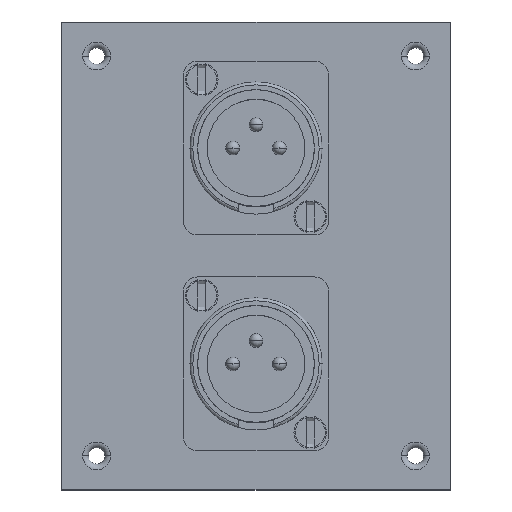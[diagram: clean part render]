
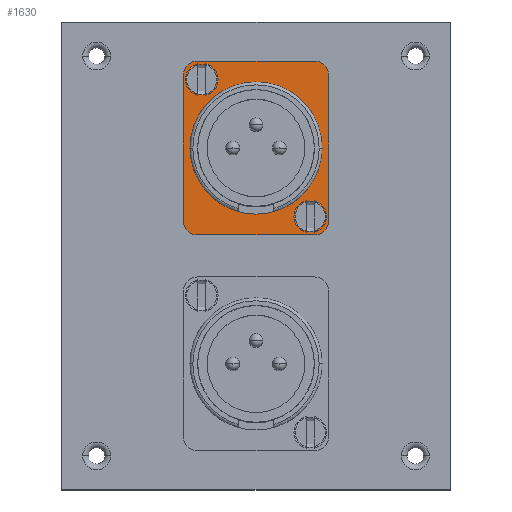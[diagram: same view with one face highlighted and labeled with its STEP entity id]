
A CAD part, top view. The second image highlights one B-rep face of the part: STEP entity #1630.
In plain terms, the highlighted planar face has unit normal (0, 0, 1).
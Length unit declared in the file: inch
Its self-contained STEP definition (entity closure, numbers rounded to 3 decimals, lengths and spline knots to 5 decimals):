
#217 = VERTEX_POINT ( 'NONE', #2280 ) ;
#1616 = EDGE_CURVE ( 'NONE', #6249, #5203, #3750, .T. ) ;
#1617 = ORIENTED_EDGE ( 'NONE', *, *, #1628, .T. ) ;
#1618 = EDGE_CURVE ( 'NONE', #1619, #217, #3809, .T. ) ;
#1619 = VERTEX_POINT ( 'NONE', #3804 ) ;
#1621 = ORIENTED_EDGE ( 'NONE', *, *, #1616, .T. ) ;
#1622 = VERTEX_POINT ( 'NONE', #3803 ) ;
#1623 = ORIENTED_EDGE ( 'NONE', *, *, #1624, .T. ) ;
#1624 = EDGE_CURVE ( 'NONE', #1622, #1632, #3802, .T. ) ;
#1628 = EDGE_CURVE ( 'NONE', #5447, #5718, #3790, .T. ) ;
#1629 = EDGE_LOOP ( 'NONE', ( #1631, #1648, #1639, #1640, #1653, #1623, #1692, #1671 ) ) ;
#1630 = ADVANCED_FACE ( 'NONE', ( #3786, #3785, #3784, #3783 ), #3781, .T. ) ;
#1631 = ORIENTED_EDGE ( 'NONE', *, *, #1618, .T. ) ;
#1632 = VERTEX_POINT ( 'NONE', #3782 ) ;
#1633 = EDGE_LOOP ( 'NONE', ( #1636, #1617 ) ) ;
#1635 = ORIENTED_EDGE ( 'NONE', *, *, #6201, .T. ) ;
#1636 = ORIENTED_EDGE ( 'NONE', *, *, #5717, .T. ) ;
#1639 = ORIENTED_EDGE ( 'NONE', *, *, #1652, .T. ) ;
#1640 = ORIENTED_EDGE ( 'NONE', *, *, #1643, .T. ) ;
#1641 = VERTEX_POINT ( 'NONE', #3831 ) ;
#1642 = EDGE_CURVE ( 'NONE', #1664, #6180, #3830, .T. ) ;
#1643 = EDGE_CURVE ( 'NONE', #1644, #1641, #3825, .T. ) ;
#1644 = VERTEX_POINT ( 'NONE', #3821 ) ;
#1645 = EDGE_CURVE ( 'NONE', #1641, #1622, #3818, .T. ) ;
#1646 = ORIENTED_EDGE ( 'NONE', *, *, #1642, .F. ) ;
#1648 = ORIENTED_EDGE ( 'NONE', *, *, #1649, .T. ) ;
#1649 = EDGE_CURVE ( 'NONE', #217, #1655, #3876, .T. ) ;
#1652 = EDGE_CURVE ( 'NONE', #1655, #1644, #3865, .T. ) ;
#1653 = ORIENTED_EDGE ( 'NONE', *, *, #1645, .T. ) ;
#1655 = VERTEX_POINT ( 'NONE', #3860 ) ;
#1659 = ORIENTED_EDGE ( 'NONE', *, *, #6319, .F. ) ;
#1661 = EDGE_CURVE ( 'NONE', #1695, #1619, #3905, .T. ) ;
#1664 = VERTEX_POINT ( 'NONE', #3895 ) ;
#1671 = ORIENTED_EDGE ( 'NONE', *, *, #1661, .T. ) ;
#1684 = EDGE_LOOP ( 'NONE', ( #1687, #1689, #1659, #1646 ) ) ;
#1687 = ORIENTED_EDGE ( 'NONE', *, *, #1698, .F. ) ;
#1689 = ORIENTED_EDGE ( 'NONE', *, *, #6557, .F. ) ;
#1692 = ORIENTED_EDGE ( 'NONE', *, *, #1693, .T. ) ;
#1693 = EDGE_CURVE ( 'NONE', #1632, #1695, #3931, .T. ) ;
#1695 = VERTEX_POINT ( 'NONE', #3926 ) ;
#1698 = EDGE_CURVE ( 'NONE', #6487, #1664, #3924, .T. ) ;
#2280 = CARTESIAN_POINT ( 'NONE',  ( -0.5025, 0.5, 0.092 ) ) ;
#3748 = DIRECTION ( 'NONE',  ( 0., 0., -1. ) ) ;
#3749 = AXIS2_PLACEMENT_3D ( 'NONE', #3755, #3748, #3810 ) ;
#3750 = CIRCLE ( 'NONE', #3749, 0.104 ) ;
#3755 = CARTESIAN_POINT ( 'NONE',  ( -0.374, 0.4725, 0.092 ) ) ;
#3777 = DIRECTION ( 'NONE',  ( 1., 0., 0. ) ) ;
#3778 = DIRECTION ( 'NONE',  ( 0., 0., 1. ) ) ;
#3779 = CARTESIAN_POINT ( 'NONE',  ( -0.4025, 0.5, 0.092 ) ) ;
#3780 = AXIS2_PLACEMENT_3D ( 'NONE', #3779, #3778, #3777 ) ;
#3781 = PLANE ( 'NONE',  #3780 ) ;
#3782 = CARTESIAN_POINT ( 'NONE',  ( 0.5025, 0.5, 0.092 ) ) ;
#3783 = FACE_BOUND ( 'NONE', #1684, .T. ) ;
#3784 = FACE_OUTER_BOUND ( 'NONE', #1629, .T. ) ;
#3785 = FACE_BOUND ( 'NONE', #1633, .T. ) ;
#3786 = FACE_BOUND ( 'NONE', #8459, .T. ) ;
#3787 = DIRECTION ( 'NONE',  ( 1., 0., 0. ) ) ;
#3788 = DIRECTION ( 'NONE',  ( 0., 0., -1. ) ) ;
#3789 = AXIS2_PLACEMENT_3D ( 'NONE', #3796, #3788, #3787 ) ;
#3790 = CIRCLE ( 'NONE', #3789, 0.104 ) ;
#3796 = CARTESIAN_POINT ( 'NONE',  ( 0.374, -0.4725, 0.092 ) ) ;
#3799 = DIRECTION ( 'NONE',  ( 0., 1., 0. ) ) ;
#3800 = VECTOR ( 'NONE', #3799, 39.37008 ) ;
#3801 = CARTESIAN_POINT ( 'NONE',  ( 0.5025, 0.5, 0.092 ) ) ;
#3802 = LINE ( 'NONE', #3801, #3800 ) ;
#3803 = CARTESIAN_POINT ( 'NONE',  ( 0.5025, -0.5, 0.092 ) ) ;
#3804 = CARTESIAN_POINT ( 'NONE',  ( -0.4025, 0.6, 0.092 ) ) ;
#3805 = DIRECTION ( 'NONE',  ( 1., 0., 0. ) ) ;
#3806 = DIRECTION ( 'NONE',  ( 0., 0., 1. ) ) ;
#3807 = CARTESIAN_POINT ( 'NONE',  ( -0.4025, 0.5, 0.092 ) ) ;
#3808 = AXIS2_PLACEMENT_3D ( 'NONE', #3807, #3806, #3805 ) ;
#3809 = CIRCLE ( 'NONE', #3808, 0.1 ) ;
#3810 = DIRECTION ( 'NONE',  ( 1., 0., 0. ) ) ;
#3814 = DIRECTION ( 'NONE',  ( 1., 0., 0. ) ) ;
#3815 = DIRECTION ( 'NONE',  ( 0., 0., 1. ) ) ;
#3816 = CARTESIAN_POINT ( 'NONE',  ( 0.4025, -0.5, 0.092 ) ) ;
#3817 = AXIS2_PLACEMENT_3D ( 'NONE', #3816, #3815, #3814 ) ;
#3818 = CIRCLE ( 'NONE', #3817, 0.1 ) ;
#3821 = CARTESIAN_POINT ( 'NONE',  ( -0.4025, -0.6, 0.092 ) ) ;
#3822 = DIRECTION ( 'NONE',  ( 1., 0., 0. ) ) ;
#3823 = VECTOR ( 'NONE', #3822, 39.37008 ) ;
#3824 = CARTESIAN_POINT ( 'NONE',  ( -0.4025, -0.6, 0.092 ) ) ;
#3825 = LINE ( 'NONE', #3824, #3823 ) ;
#3826 = DIRECTION ( 'NONE',  ( 1., 0., 0. ) ) ;
#3827 = DIRECTION ( 'NONE',  ( 0., 0., 1. ) ) ;
#3828 = CARTESIAN_POINT ( 'NONE',  ( 0., 0., 0.092 ) ) ;
#3829 = AXIS2_PLACEMENT_3D ( 'NONE', #3828, #3827, #3826 ) ;
#3830 = CIRCLE ( 'NONE', #3829, 0.456 ) ;
#3831 = CARTESIAN_POINT ( 'NONE',  ( 0.4025, -0.6, 0.092 ) ) ;
#3860 = CARTESIAN_POINT ( 'NONE',  ( -0.5025, -0.5, 0.092 ) ) ;
#3861 = DIRECTION ( 'NONE',  ( 1., 0., 0. ) ) ;
#3862 = DIRECTION ( 'NONE',  ( 0., 0., 1. ) ) ;
#3863 = CARTESIAN_POINT ( 'NONE',  ( -0.4025, -0.5, 0.092 ) ) ;
#3864 = AXIS2_PLACEMENT_3D ( 'NONE', #3863, #3862, #3861 ) ;
#3865 = CIRCLE ( 'NONE', #3864, 0.1 ) ;
#3873 = DIRECTION ( 'NONE',  ( 0., -1., 0. ) ) ;
#3874 = VECTOR ( 'NONE', #3873, 39.37008 ) ;
#3875 = CARTESIAN_POINT ( 'NONE',  ( -0.5025, 0.5, 0.092 ) ) ;
#3876 = LINE ( 'NONE', #3875, #3874 ) ;
#3895 = CARTESIAN_POINT ( 'NONE',  ( 0.1235, -0.43896, 0.092 ) ) ;
#3902 = DIRECTION ( 'NONE',  ( -1., 0., 0. ) ) ;
#3903 = VECTOR ( 'NONE', #3902, 39.37008 ) ;
#3904 = CARTESIAN_POINT ( 'NONE',  ( -0.4025, 0.6, 0.092 ) ) ;
#3905 = LINE ( 'NONE', #3904, #3903 ) ;
#3920 = DIRECTION ( 'NONE',  ( 1., 0., 0. ) ) ;
#3921 = DIRECTION ( 'NONE',  ( 0., 0., 1. ) ) ;
#3922 = CARTESIAN_POINT ( 'NONE',  ( 0., 0., 0.092 ) ) ;
#3923 = AXIS2_PLACEMENT_3D ( 'NONE', #3922, #3921, #3920 ) ;
#3924 = CIRCLE ( 'NONE', #3923, 0.456 ) ;
#3926 = CARTESIAN_POINT ( 'NONE',  ( 0.4025, 0.6, 0.092 ) ) ;
#3927 = DIRECTION ( 'NONE',  ( 1., 0., 0. ) ) ;
#3928 = DIRECTION ( 'NONE',  ( 0., 0., 1. ) ) ;
#3929 = CARTESIAN_POINT ( 'NONE',  ( 0.4025, 0.5, 0.092 ) ) ;
#3930 = AXIS2_PLACEMENT_3D ( 'NONE', #3929, #3928, #3927 ) ;
#3931 = CIRCLE ( 'NONE', #3930, 0.1 ) ;
#4935 = CARTESIAN_POINT ( 'NONE',  ( -0.27, 0.4725, 0.092 ) ) ;
#4964 = CARTESIAN_POINT ( 'NONE',  ( 0.27, -0.4725, 0.092 ) ) ;
#5052 = CARTESIAN_POINT ( 'NONE',  ( 0.478, -0.4725, 0.092 ) ) ;
#5054 = DIRECTION ( 'NONE',  ( 1., 0., 0. ) ) ;
#5055 = DIRECTION ( 'NONE',  ( 0., 0., -1. ) ) ;
#5056 = CARTESIAN_POINT ( 'NONE',  ( 0.374, -0.4725, 0.092 ) ) ;
#5057 = AXIS2_PLACEMENT_3D ( 'NONE', #5056, #5055, #5054 ) ;
#5058 = CIRCLE ( 'NONE', #5057, 0.104 ) ;
#5100 = DIRECTION ( 'NONE',  ( 1., 0., 0. ) ) ;
#5101 = DIRECTION ( 'NONE',  ( 0., 0., -1. ) ) ;
#5102 = CARTESIAN_POINT ( 'NONE',  ( -0.374, 0.4725, 0.092 ) ) ;
#5103 = AXIS2_PLACEMENT_3D ( 'NONE', #5102, #5101, #5100 ) ;
#5104 = CIRCLE ( 'NONE', #5103, 0.104 ) ;
#5106 = CARTESIAN_POINT ( 'NONE',  ( 0.456, 0., 0.092 ) ) ;
#5141 = CARTESIAN_POINT ( 'NONE',  ( -0.478, 0.4725, 0.092 ) ) ;
#5203 = VERTEX_POINT ( 'NONE', #4935 ) ;
#5221 = CARTESIAN_POINT ( 'NONE',  ( -0.456, 0., 0.092 ) ) ;
#5222 = DIRECTION ( 'NONE',  ( 1., 0., 0. ) ) ;
#5223 = DIRECTION ( 'NONE',  ( 0., 0., 1. ) ) ;
#5224 = CARTESIAN_POINT ( 'NONE',  ( 0., 0., 0.092 ) ) ;
#5225 = AXIS2_PLACEMENT_3D ( 'NONE', #5224, #5223, #5222 ) ;
#5226 = CIRCLE ( 'NONE', #5225, 0.456 ) ;
#5233 = CIRCLE ( 'NONE', #5301, 0.456 ) ;
#5240 = CARTESIAN_POINT ( 'NONE',  ( -0.1235, -0.43896, 0.092 ) ) ;
#5298 = DIRECTION ( 'NONE',  ( 1., 0., 0. ) ) ;
#5299 = DIRECTION ( 'NONE',  ( 0., 0., 1. ) ) ;
#5300 = CARTESIAN_POINT ( 'NONE',  ( 0., 0., 0.092 ) ) ;
#5301 = AXIS2_PLACEMENT_3D ( 'NONE', #5300, #5299, #5298 ) ;
#5447 = VERTEX_POINT ( 'NONE', #4964 ) ;
#5717 = EDGE_CURVE ( 'NONE', #5718, #5447, #5058, .T. ) ;
#5718 = VERTEX_POINT ( 'NONE', #5052 ) ;
#6180 = VERTEX_POINT ( 'NONE', #5106 ) ;
#6201 = EDGE_CURVE ( 'NONE', #5203, #6249, #5104, .T. ) ;
#6249 = VERTEX_POINT ( 'NONE', #5141 ) ;
#6319 = EDGE_CURVE ( 'NONE', #6180, #6322, #5226, .T. ) ;
#6322 = VERTEX_POINT ( 'NONE', #5221 ) ;
#6487 = VERTEX_POINT ( 'NONE', #5240 ) ;
#6557 = EDGE_CURVE ( 'NONE', #6322, #6487, #5233, .T. ) ;
#8459 = EDGE_LOOP ( 'NONE', ( #1635, #1621 ) ) ;
